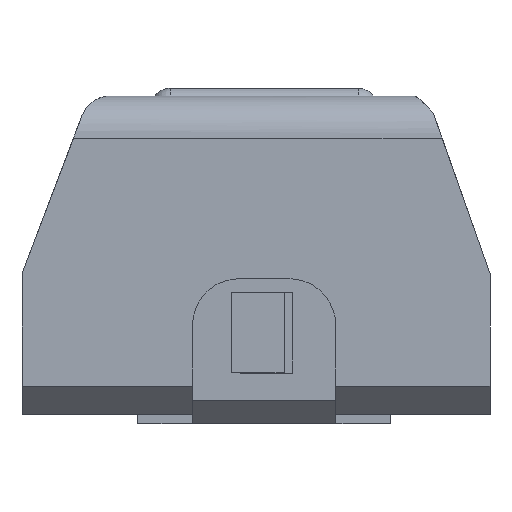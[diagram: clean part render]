
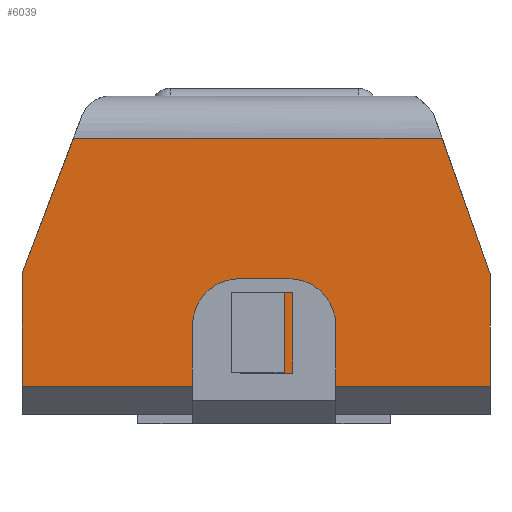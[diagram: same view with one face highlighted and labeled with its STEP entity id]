
A CAD part, left-side view. The second image highlights one B-rep face of the part: STEP entity #6039.
In plain terms, the highlighted face is planar.
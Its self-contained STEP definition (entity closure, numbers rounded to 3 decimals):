
#199=FACE_BOUND('',#695,.T.);
#356=FACE_OUTER_BOUND('',#694,.T.);
#694=EDGE_LOOP('',(#4227,#4228,#4229,#4230,#4231,#4232));
#695=EDGE_LOOP('',(#4233,#4234,#4235,#4236));
#1084=LINE('',#8642,#1829);
#1102=LINE('',#8677,#1847);
#1111=LINE('',#8697,#1856);
#1113=LINE('',#8701,#1858);
#1114=LINE('',#8719,#1859);
#1116=LINE('',#8735,#1861);
#1118=LINE('',#8741,#1863);
#1122=LINE('',#8747,#1867);
#1123=LINE('',#8749,#1868);
#1126=LINE('',#8755,#1871);
#1829=VECTOR('',#6974,10.);
#1847=VECTOR('',#7002,10.);
#1856=VECTOR('',#7027,10.);
#1858=VECTOR('',#7031,10.);
#1859=VECTOR('',#7036,10.);
#1861=VECTOR('',#7044,10.);
#1863=VECTOR('',#7048,10.);
#1867=VECTOR('',#7054,10.);
#1868=VECTOR('',#7057,10.);
#1871=VECTOR('',#7066,10.);
#2548=VERTEX_POINT('',#8635);
#2551=VERTEX_POINT('',#8640);
#2562=VERTEX_POINT('',#8674);
#2563=VERTEX_POINT('',#8676);
#2566=VERTEX_POINT('',#8695);
#2567=VERTEX_POINT('',#8699);
#2569=VERTEX_POINT('',#8716);
#2570=VERTEX_POINT('',#8718);
#2572=VERTEX_POINT('',#8737);
#2574=VERTEX_POINT('',#8740);
#3153=EDGE_CURVE('',#2551,#2548,#1084,.T.);
#3171=EDGE_CURVE('',#2562,#2563,#1102,.T.);
#3181=EDGE_CURVE('',#2562,#2566,#1111,.T.);
#3183=EDGE_CURVE('',#2566,#2567,#1113,.T.);
#3186=EDGE_CURVE('',#2570,#2569,#1114,.T.);
#3190=EDGE_CURVE('',#2563,#2569,#1116,.T.);
#3192=EDGE_CURVE('',#2572,#2574,#1118,.T.);
#3196=EDGE_CURVE('',#2574,#2551,#1122,.T.);
#3197=EDGE_CURVE('',#2548,#2572,#1123,.T.);
#3200=EDGE_CURVE('',#2567,#2570,#1126,.T.);
#4227=ORIENTED_EDGE('',*,*,#3181,.T.);
#4228=ORIENTED_EDGE('',*,*,#3183,.T.);
#4229=ORIENTED_EDGE('',*,*,#3200,.T.);
#4230=ORIENTED_EDGE('',*,*,#3186,.T.);
#4231=ORIENTED_EDGE('',*,*,#3190,.F.);
#4232=ORIENTED_EDGE('',*,*,#3171,.F.);
#4233=ORIENTED_EDGE('',*,*,#3192,.F.);
#4234=ORIENTED_EDGE('',*,*,#3197,.F.);
#4235=ORIENTED_EDGE('',*,*,#3153,.F.);
#4236=ORIENTED_EDGE('',*,*,#3196,.F.);
#5790=PLANE('',#6437);
#6039=ADVANCED_FACE('',(#356,#199),#5790,.T.);
#6437=AXIS2_PLACEMENT_3D('',#8756,#7067,#7068);
#6974=DIRECTION('',(0.,0.,-1.));
#7002=DIRECTION('',(0.,0.,1.));
#7027=DIRECTION('',(-1.,0.,0.));
#7031=DIRECTION('',(0.,0.,1.));
#7036=DIRECTION('',(1.,0.,0.));
#7044=DIRECTION('',(-0.355,0.,0.935));
#7048=DIRECTION('',(0.,0.,1.));
#7054=DIRECTION('',(1.,0.,0.));
#7057=DIRECTION('',(-1.,0.,0.));
#7066=DIRECTION('',(0.333,0.,0.943));
#7067=DIRECTION('center_axis',(0.,1.,0.));
#7068=DIRECTION('ref_axis',(1.,0.,0.));
#8635=CARTESIAN_POINT('',(0.261,9.73,0.642));
#8640=CARTESIAN_POINT('',(0.261,9.73,1.5));
#8642=CARTESIAN_POINT('',(0.261,9.73,1.271));
#8674=CARTESIAN_POINT('',(2.5,9.73,0.5));
#8676=CARTESIAN_POINT('',(2.5,9.73,1.7));
#8677=CARTESIAN_POINT('',(2.5,9.73,0.2));
#8695=CARTESIAN_POINT('',(-2.5,9.73,0.5));
#8697=CARTESIAN_POINT('',(1.25,9.73,0.5));
#8699=CARTESIAN_POINT('',(-2.5,9.73,1.7));
#8701=CARTESIAN_POINT('',(-2.5,9.73,0.2));
#8716=CARTESIAN_POINT('',(1.95,9.73,3.15));
#8718=CARTESIAN_POINT('',(-1.988,9.73,3.15));
#8719=CARTESIAN_POINT('',(-0.85,9.73,3.15));
#8735=CARTESIAN_POINT('',(2.5,9.73,1.7));
#8737=CARTESIAN_POINT('',(-0.3,9.73,0.642));
#8740=CARTESIAN_POINT('',(-0.3,9.73,1.5));
#8741=CARTESIAN_POINT('',(-0.3,9.73,1.7));
#8747=CARTESIAN_POINT('',(0.13,9.73,1.5));
#8749=CARTESIAN_POINT('',(-0.15,9.73,0.642));
#8755=CARTESIAN_POINT('',(-2.5,9.73,1.7));
#8756=CARTESIAN_POINT('Origin',(0.,9.73,1.9));
